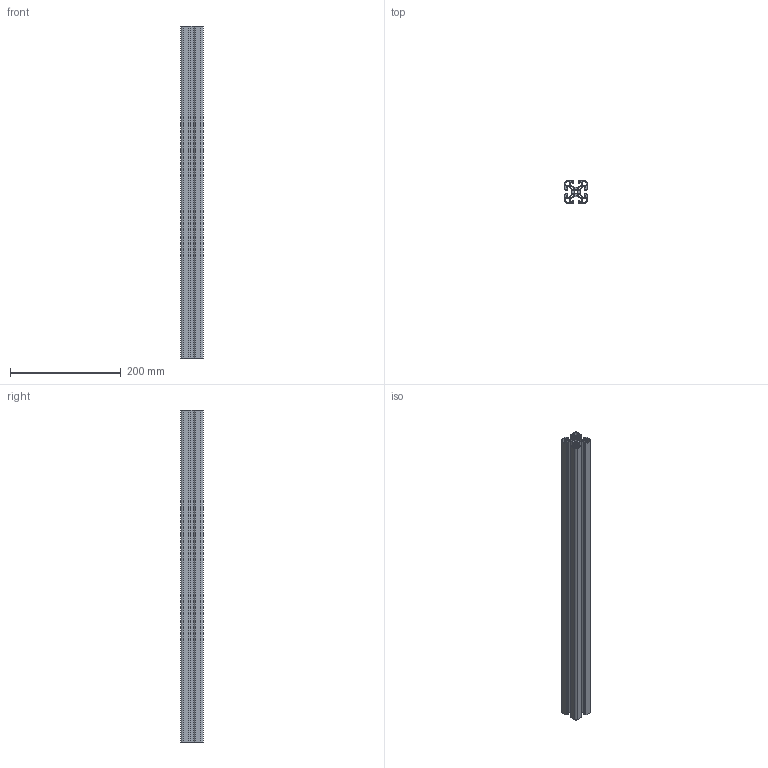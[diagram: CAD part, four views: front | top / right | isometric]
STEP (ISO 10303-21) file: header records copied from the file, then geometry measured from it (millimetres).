
FILE_DESCRIPTION(('no description'),'unknown implementation level');
FILE_NAME('item_7000009_Profil_8_40x40_E_L=600_1.stp',' ',('item Industrietechnik GmbH'),('CADClick - KiM GmbH - www.kimweb.de'),'unknown preprocess','ACIS','unknown authorization');
FILE_SCHEMA(('automotive_design'));
Length unit declared in the file: millimetre
Products named in the file (1): item_7000009_Profil 8 40x40 E_L=600
Bounding box: 40 x 40 x 600 mm (x, y, z)
Volume: 308473.1 mm3; surface area: 350309.3 mm2
Topology: 1 solids, 1 shells, 236 faces, 702 edges, 468 vertices
Faces by surface type: cylinder 142, plane 94
Entity records: 15828 total; most frequent: DIRECTION 1460, STYLED_ITEM 1407, PRESENTATION_STYLE_ASSIGNMENT 1407, CARTESIAN_POINT 1407, COLOUR_RGB 1407, ORIENTED_EDGE 1404, EDGE_CURVE 702, CURVE_STYLE 702
